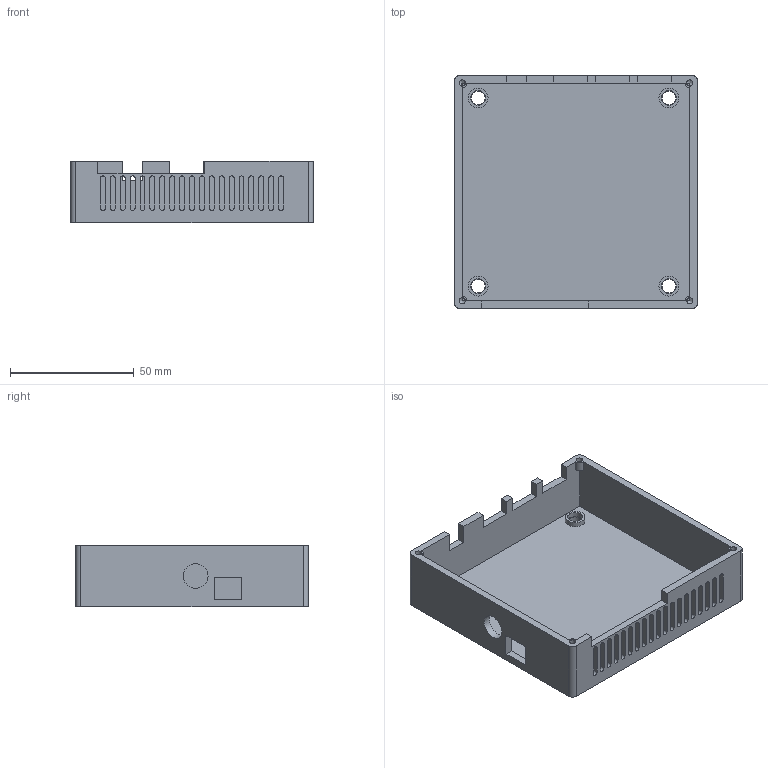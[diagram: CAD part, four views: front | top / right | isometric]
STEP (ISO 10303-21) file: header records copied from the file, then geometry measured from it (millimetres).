
FILE_DESCRIPTION(/* description */ (''),/* implementation_level */ '2;1');
FILE_NAME(/* name */ 'ControllerCaseLower v11.step',/* time_stamp */ '2019-10-28T16:05:00+01:00',/* author */ (''),/* organization */ (''),/* preprocessor_version */ 'ST-DEVELOPER v18',/* originating_system */ 'Autodesk Translation Framework v8.6.0.1094',/* authorisation */ '');
FILE_SCHEMA (('AUTOMOTIVE_DESIGN { 1 0 10303 214 3 1 1 }'));
Length unit declared in the file: millimetre
Products named in the file (2): ControllerCaseLower; Component1
Assembly tree (1 placements, depth 2):
  ControllerCaseLower
    Component1
Bounding box: 98 x 94 x 25 mm (x, y, z)
Volume: 40314.4 mm3; surface area: 36333.2 mm2
Topology: 1 solids, 1 shells, 151 faces, 437 edges, 288 vertices
Faces by surface type: plane 84, cylinder 63, cone 4
Full cylindrical faces by diameter (mm): 2.5 x4, 5.5 x4, 6 x4, 8 x4, 10 x1
Entity records: 5140 total; most frequent: DIRECTION 881, CARTESIAN_POINT 875, ORIENTED_EDGE 866, EDGE_CURVE 433, AXIS2_PLACEMENT_3D 294, LINE 293, VECTOR 293, VERTEX_POINT 288
